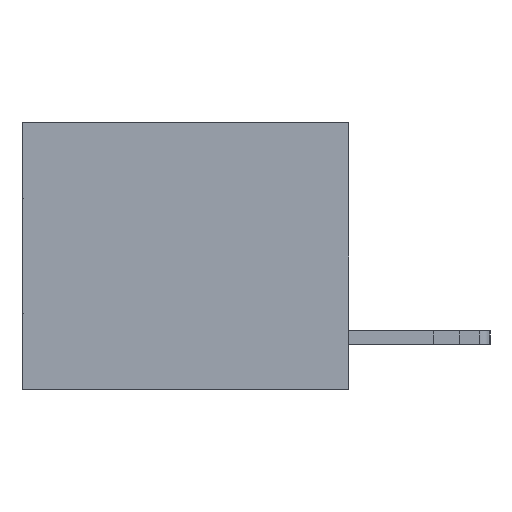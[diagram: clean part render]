
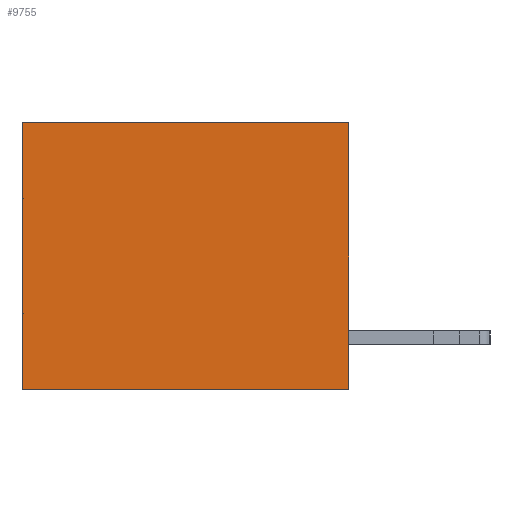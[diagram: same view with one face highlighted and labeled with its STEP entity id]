
A CAD part, left-side view. The second image highlights one B-rep face of the part: STEP entity #9755.
In plain terms, the highlighted planar face has unit normal (-1, 0, 0).
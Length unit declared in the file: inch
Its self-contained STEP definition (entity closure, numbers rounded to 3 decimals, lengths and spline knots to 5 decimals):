
#317 = DIRECTION ( 'NONE',  ( 0., 0., -1. ) ) ;
#795 = EDGE_CURVE ( 'NONE', #5214, #24673, #12296, .T. ) ;
#1518 = CARTESIAN_POINT ( 'NONE',  ( 0.3165, 0., 0. ) ) ;
#3287 = VECTOR ( 'NONE', #15841, 39.37008 ) ;
#4514 = CARTESIAN_POINT ( 'NONE',  ( 0.3165, 0.6, -0.49 ) ) ;
#4676 = VECTOR ( 'NONE', #26120, 39.37008 ) ;
#5214 = VERTEX_POINT ( 'NONE', #1518 ) ;
#5434 = CARTESIAN_POINT ( 'NONE',  ( 0.3165, 0., -0.49 ) ) ;
#6343 = EDGE_CURVE ( 'NONE', #27028, #9207, #14490, .T. ) ;
#7591 = DIRECTION ( 'NONE',  ( 0., 1., 0. ) ) ;
#8797 = ORIENTED_EDGE ( 'NONE', *, *, #6343, .F. ) ;
#9207 = VERTEX_POINT ( 'NONE', #4514 ) ;
#9591 = DIRECTION ( 'NONE',  ( 0., 0., -1. ) ) ;
#9755 = ADVANCED_FACE ( 'NONE', ( #9785 ), #25097, .F. ) ;
#9785 = FACE_OUTER_BOUND ( 'NONE', #30549, .T. ) ;
#9818 = CARTESIAN_POINT ( 'NONE',  ( 0.3165, 0., -0.49 ) ) ;
#9946 = AXIS2_PLACEMENT_3D ( 'NONE', #9818, #24880, #9591 ) ;
#10159 = ORIENTED_EDGE ( 'NONE', *, *, #795, .T. ) ;
#11121 = CARTESIAN_POINT ( 'NONE',  ( 0.3165, 0.6, 0. ) ) ;
#12296 = LINE ( 'NONE', #17587, #18764 ) ;
#14490 = LINE ( 'NONE', #29013, #3287 ) ;
#15841 = DIRECTION ( 'NONE',  ( 0., 1., 0. ) ) ;
#17549 = CARTESIAN_POINT ( 'NONE',  ( 0.3165, 0., -0.49 ) ) ;
#17587 = CARTESIAN_POINT ( 'NONE',  ( 0.3165, 0., 0. ) ) ;
#18764 = VECTOR ( 'NONE', #7591, 39.37008 ) ;
#19255 = EDGE_CURVE ( 'NONE', #24673, #9207, #22244, .T. ) ;
#22244 = LINE ( 'NONE', #23799, #4676 ) ;
#23799 = CARTESIAN_POINT ( 'NONE',  ( 0.3165, 0.6, -0.49 ) ) ;
#24095 = ORIENTED_EDGE ( 'NONE', *, *, #28749, .F. ) ;
#24673 = VERTEX_POINT ( 'NONE', #11121 ) ;
#24880 = DIRECTION ( 'NONE',  ( 1., 0., 0. ) ) ;
#25097 = PLANE ( 'NONE',  #9946 ) ;
#26120 = DIRECTION ( 'NONE',  ( 0., 0., -1. ) ) ;
#26672 = LINE ( 'NONE', #5434, #29406 ) ;
#27028 = VERTEX_POINT ( 'NONE', #17549 ) ;
#28749 = EDGE_CURVE ( 'NONE', #5214, #27028, #26672, .T. ) ;
#29013 = CARTESIAN_POINT ( 'NONE',  ( 0.3165, 0., -0.49 ) ) ;
#29141 = ORIENTED_EDGE ( 'NONE', *, *, #19255, .T. ) ;
#29406 = VECTOR ( 'NONE', #317, 39.37008 ) ;
#30549 = EDGE_LOOP ( 'NONE', ( #29141, #8797, #24095, #10159 ) ) ;
